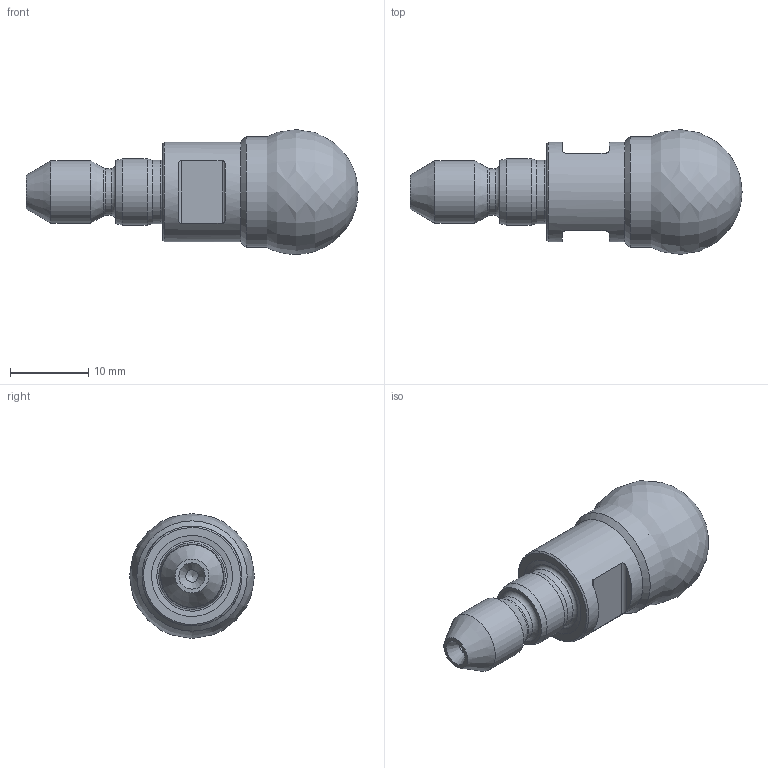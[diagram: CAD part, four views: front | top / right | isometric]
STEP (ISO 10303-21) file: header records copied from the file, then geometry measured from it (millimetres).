
FILE_DESCRIPTION(/* description */ (''),/* implementation_level */ '2;1');
FILE_NAME(/* name */ '202816482ndi000_00.stp',/* time_stamp */ '2020-01-28T07:02:15+01:00',/* author */ (''),/* organization */ (''),/* preprocessor_version */ 'ST-DEVELOPER v16.7',/* originating_system */ 'SIEMENS PLM Software NX 12.0',/* authorisation */ '');
FILE_SCHEMA (('AUTOMOTIVE_DESIGN { 1 0 10303 214 3 1 1 1 }'));
Length unit declared in the file: millimetre
Products named in the file (1): mp5433801A8Fsx3e
Bounding box: 42.5 x 15.99 x 15.99 mm (x, y, z)
Volume: 5607.5 mm3; surface area: 2356.5 mm2
Topology: 2 solids, 2 shells, 36 faces, 77 edges, 46 vertices
Faces by surface type: plane 11, cylinder 11, cone 9, torus 3, revolution 1, sphere 1
Full cylindrical faces by diameter (mm): 1.6 x1, 6 x1, 8 x1, 8.1 x1, 8.5 x1, 12.8 x1, 14.125 x1
Entity records: 957 total; most frequent: CARTESIAN_POINT 264, DIRECTION 141, ORIENTED_EDGE 96, AXIS2_PLACEMENT_3D 64, EDGE_LOOP 60, FACE_BOUND 48, EDGE_CURVE 48, VERTEX_POINT 41
